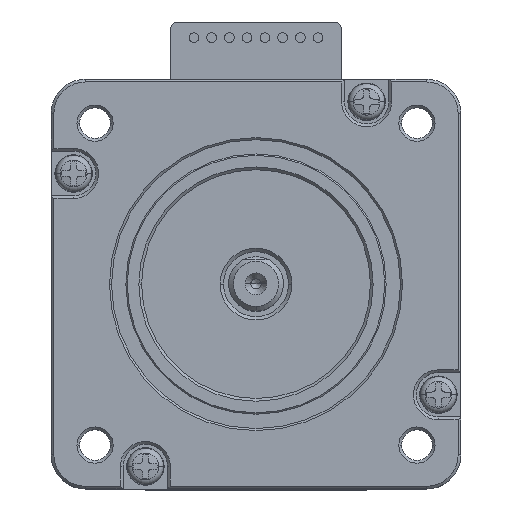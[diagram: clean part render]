
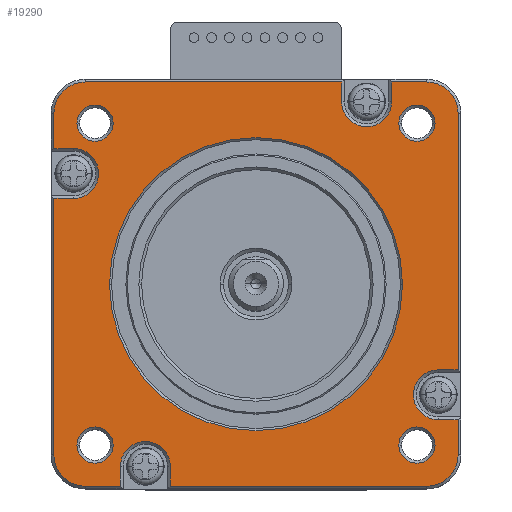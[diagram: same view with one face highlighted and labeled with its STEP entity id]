
A CAD part, top view. The second image highlights one B-rep face of the part: STEP entity #19290.
In plain terms, the highlighted planar face has unit normal (0, 0, 1).
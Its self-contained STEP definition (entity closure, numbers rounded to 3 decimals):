
#12540=CARTESIAN_POINT('',(26.7,-19.85,0.));
#12550=VERTEX_POINT('',#12540);
#12580=CARTESIAN_POINT('',(26.7,-16.2,0.));
#12590=DIRECTION('',(-0.,-0.,-1.));
#12600=DIRECTION('',(1.,0.,0.));
#12610=AXIS2_PLACEMENT_3D('',#12580,#12590,#12600);
#12620=CIRCLE('',#12610,3.65);
#12630=CARTESIAN_POINT('',(26.7,-12.55,0.));
#12640=VERTEX_POINT('',#12630);
#12650=EDGE_CURVE('',#12550,#12640,#12620,.T.);
#12930=CARTESIAN_POINT('',(29.6,-19.85,0.));
#12940=VERTEX_POINT('',#12930);
#12970=CARTESIAN_POINT('',(0.,-19.85,0.));
#12980=DIRECTION('',(1.,0.,-0.));
#12990=VECTOR('',#12980,1.);
#13000=LINE('',#12970,#12990);
#13010=EDGE_CURVE('',#12550,#12940,#13000,.T.);
#15310=CARTESIAN_POINT('',(29.6,-12.55,0.));
#15320=VERTEX_POINT('',#15310);
#15350=CARTESIAN_POINT('',(29.6,0.,0.));
#15360=DIRECTION('',(0.,1.,-0.));
#15370=VECTOR('',#15360,1.);
#15380=LINE('',#15350,#15370);
#15390=CARTESIAN_POINT('',(29.6,25.,
0.));
#15400=VERTEX_POINT('',#15390);
#15410=EDGE_CURVE('',#15320,#15400,#15380,.T.);
#15690=CARTESIAN_POINT('',(29.6,-25.,0.));
#15700=VERTEX_POINT('',#15690);
#15730=CARTESIAN_POINT('',(29.6,0.,0.));
#15740=DIRECTION('',(0.,1.,-0.));
#15750=VECTOR('',#15740,1.);
#15760=LINE('',#15730,#15750);
#15770=EDGE_CURVE('',#15700,#12940,#15760,.T.);
#16680=CARTESIAN_POINT('',(0.,-12.55,0.));
#16690=DIRECTION('',(-1.,0.,0.));
#16700=VECTOR('',#16690,1.);
#16710=LINE('',#16680,#16700);
#16720=EDGE_CURVE('',#15320,#12640,#16710,.T.);
#16850=CARTESIAN_POINT('',(-29.6,-29.6,0.));
#16860=DIRECTION('',(0.,0.,1.));
#16870=DIRECTION('',(1.,0.,-0.));
#16880=AXIS2_PLACEMENT_3D('',#16850,#16860,#16870);
#16890=PLANE('',#16880);
#16900=CARTESIAN_POINT('',(12.55,0.,0.));
#16910=DIRECTION('',(0.,-1.,-0.));
#16920=VECTOR('',#16910,1.);
#16930=LINE('',#16900,#16920);
#16940=CARTESIAN_POINT('',(12.55,29.6,0.));
#16950=VERTEX_POINT('',#16940);
#16960=CARTESIAN_POINT('',(12.55,26.7,0.));
#16970=VERTEX_POINT('',#16960);
#16980=EDGE_CURVE('',#16950,#16970,#16930,.T.);
#16990=ORIENTED_EDGE('',*,*,#16980,.F.);
#17000=CARTESIAN_POINT('',(16.2,26.7,0.));
#17010=DIRECTION('',(-0.,-0.,-1.));
#17020=DIRECTION('',(1.,0.,0.));
#17030=AXIS2_PLACEMENT_3D('',#17000,#17010,#17020);
#17040=CIRCLE('',#17030,3.65);
#17050=CARTESIAN_POINT('',(19.85,26.7,0.));
#17060=VERTEX_POINT('',#17050);
#17070=EDGE_CURVE('',#17060,#16970,#17040,.T.);
#17080=ORIENTED_EDGE('',*,*,#17070,.T.);
#17090=CARTESIAN_POINT('',(19.85,0.,-0.));
#17100=DIRECTION('',(0.,1.,-0.));
#17110=VECTOR('',#17100,1.);
#17120=LINE('',#17090,#17110);
#17130=CARTESIAN_POINT('',(19.85,29.6,0.));
#17140=VERTEX_POINT('',#17130);
#17150=EDGE_CURVE('',#17060,#17140,#17120,.T.);
#17160=ORIENTED_EDGE('',*,*,#17150,.F.);
#17170=CARTESIAN_POINT('',(0.,29.6,0.));
#17180=DIRECTION('',(-1.,-0.,-0.));
#17190=VECTOR('',#17180,1.);
#17200=LINE('',#17170,#17190);
#17210=CARTESIAN_POINT('',(25.,29.6,0.));
#17220=VERTEX_POINT('',#17210);
#17230=EDGE_CURVE('',#17220,#17140,#17200,.T.);
#17240=ORIENTED_EDGE('',*,*,#17230,.T.);
#17250=CARTESIAN_POINT('',(25.,25.,0.));
#17260=DIRECTION('',(-0.,-0.,1.));
#17270=DIRECTION('',(-1.,0.,-0.));
#17280=AXIS2_PLACEMENT_3D('',#17250,#17260,#17270);
#17290=CIRCLE('',#17280,4.6);
#17300=EDGE_CURVE('',#15400,#17220,#17290,.T.);
#17310=ORIENTED_EDGE('',*,*,#17300,.T.);
#17320=ORIENTED_EDGE('',*,*,#15410,.T.);
#17330=ORIENTED_EDGE('',*,*,#16720,.F.);
#17340=ORIENTED_EDGE('',*,*,#12650,.T.);
#17350=ORIENTED_EDGE('',*,*,#13010,.F.);
#17360=ORIENTED_EDGE('',*,*,#15770,.T.);
#17370=CARTESIAN_POINT('',(25.,-25.,0.));
#17380=DIRECTION('',(-0.,-0.,1.));
#17390=DIRECTION('',(-1.,0.,-0.));
#17400=AXIS2_PLACEMENT_3D('',#17370,#17380,#17390);
#17410=CIRCLE('',#17400,4.6);
#17420=CARTESIAN_POINT('',(25.,-29.6,0.));
#17430=VERTEX_POINT('',#17420);
#17440=EDGE_CURVE('',#17430,#15700,#17410,.T.);
#17450=ORIENTED_EDGE('',*,*,#17440,.T.);
#17460=CARTESIAN_POINT('',(0.,-29.6,0.));
#17470=DIRECTION('',(1.,-0.,-0.));
#17480=VECTOR('',#17470,1.);
#17490=LINE('',#17460,#17480);
#17500=CARTESIAN_POINT('',(-12.55,-29.6,0.));
#17510=VERTEX_POINT('',#17500);
#17520=EDGE_CURVE('',#17510,#17430,#17490,.T.);
#17530=ORIENTED_EDGE('',*,*,#17520,.T.);
#17540=CARTESIAN_POINT('',(-12.55,0.,0.));
#17550=DIRECTION('',(0.,1.,-0.));
#17560=VECTOR('',#17550,1.);
#17570=LINE('',#17540,#17560);
#17580=CARTESIAN_POINT('',(-12.55,-26.7,
0.));
#17590=VERTEX_POINT('',#17580);
#17600=EDGE_CURVE('',#17510,#17590,#17570,.T.);
#17610=ORIENTED_EDGE('',*,*,#17600,.F.);
#17620=CARTESIAN_POINT('',(-16.2,-26.7,0.));
#17630=DIRECTION('',(-0.,-0.,-1.));
#17640=DIRECTION('',(1.,0.,0.));
#17650=AXIS2_PLACEMENT_3D('',#17620,#17630,#17640);
#17660=CIRCLE('',#17650,3.65);
#17670=CARTESIAN_POINT('',(-19.85,-26.7,0.));
#17680=VERTEX_POINT('',#17670);
#17690=EDGE_CURVE('',#17680,#17590,#17660,.T.);
#17700=ORIENTED_EDGE('',*,*,#17690,.T.);
#17710=CARTESIAN_POINT('',(-19.85,0.,0.));
#17720=DIRECTION('',(0.,-1.,-0.));
#17730=VECTOR('',#17720,1.);
#17740=LINE('',#17710,#17730);
#17750=CARTESIAN_POINT('',(-19.85,-29.6,0.));
#17760=VERTEX_POINT('',#17750);
#17770=EDGE_CURVE('',#17680,#17760,#17740,.T.);
#17780=ORIENTED_EDGE('',*,*,#17770,.F.);
#17790=CARTESIAN_POINT('',(0.,-29.6,0.));
#17800=DIRECTION('',(1.,-0.,-0.));
#17810=VECTOR('',#17800,1.);
#17820=LINE('',#17790,#17810);
#17830=CARTESIAN_POINT('',(-25.,-29.6,0.));
#17840=VERTEX_POINT('',#17830);
#17850=EDGE_CURVE('',#17840,#17760,#17820,.T.);
#17860=ORIENTED_EDGE('',*,*,#17850,.T.);
#17870=CARTESIAN_POINT('',(-25.,-25.,0.));
#17880=DIRECTION('',(-0.,-0.,1.));
#17890=DIRECTION('',(-1.,0.,-0.));
#17900=AXIS2_PLACEMENT_3D('',#17870,#17880,#17890);
#17910=CIRCLE('',#17900,4.6);
#17920=CARTESIAN_POINT('',(-29.6,-25.,0.));
#17930=VERTEX_POINT('',#17920);
#17940=EDGE_CURVE('',#17930,#17840,#17910,.T.);
#17950=ORIENTED_EDGE('',*,*,#17940,.T.);
#17960=CARTESIAN_POINT('',(-29.6,0.,0.));
#17970=DIRECTION('',(0.,-1.,-0.));
#17980=VECTOR('',#17970,1.);
#17990=LINE('',#17960,#17980);
#18000=CARTESIAN_POINT('',(-29.6,12.55,0.));
#18010=VERTEX_POINT('',#18000);
#18020=EDGE_CURVE('',#18010,#17930,#17990,.T.);
#18030=ORIENTED_EDGE('',*,*,#18020,.T.);
#18040=CARTESIAN_POINT('',(0.,12.55,-0.));
#18050=DIRECTION('',(1.,-0.,-0.));
#18060=VECTOR('',#18050,1.);
#18070=LINE('',#18040,#18060);
#18080=CARTESIAN_POINT('',(-26.7,12.55,0.))
;
#18090=VERTEX_POINT('',#18080);
#18100=EDGE_CURVE('',#18010,#18090,#18070,.T.);
#18110=ORIENTED_EDGE('',*,*,#18100,.F.);
#18120=CARTESIAN_POINT('',(-26.7,16.2,0.));
#18130=DIRECTION('',(-0.,-0.,-1.));
#18140=DIRECTION('',(1.,0.,0.));
#18150=AXIS2_PLACEMENT_3D('',#18120,#18130,#18140);
#18160=CIRCLE('',#18150,3.65);
#18170=CARTESIAN_POINT('',(-26.7,19.85,0.));
#18180=VERTEX_POINT('',#18170);
#18190=EDGE_CURVE('',#18180,#18090,#18160,.T.);
#18200=ORIENTED_EDGE('',*,*,#18190,.T.);
#18210=CARTESIAN_POINT('',(0.,19.85,0.));
#18220=DIRECTION('',(-1.,-0.,-0.));
#18230=VECTOR('',#18220,1.);
#18240=LINE('',#18210,#18230);
#18250=CARTESIAN_POINT('',(-29.6,19.85,0.));
#18260=VERTEX_POINT('',#18250);
#18270=EDGE_CURVE('',#18180,#18260,#18240,.T.);
#18280=ORIENTED_EDGE('',*,*,#18270,.F.);
#18290=CARTESIAN_POINT('',(-29.6,0.,0.));
#18300=DIRECTION('',(0.,-1.,-0.));
#18310=VECTOR('',#18300,1.);
#18320=LINE('',#18290,#18310);
#18330=CARTESIAN_POINT('',(-29.6,25.,0.));
#18340=VERTEX_POINT('',#18330);
#18350=EDGE_CURVE('',#18340,#18260,#18320,.T.);
#18360=ORIENTED_EDGE('',*,*,#18350,.T.);
#18370=CARTESIAN_POINT('',(-25.,25.,0.));
#18380=DIRECTION('',(-0.,-0.,1.));
#18390=DIRECTION('',(-1.,0.,-0.));
#18400=AXIS2_PLACEMENT_3D('',#18370,#18380,#18390);
#18410=CIRCLE('',#18400,4.6);
#18420=CARTESIAN_POINT('',(-25.,29.6,0.));
#18430=VERTEX_POINT('',#18420);
#18440=EDGE_CURVE('',#18430,#18340,#18410,.T.);
#18450=ORIENTED_EDGE('',*,*,#18440,.T.);
#18460=CARTESIAN_POINT('',(0.,29.6,0.));
#18470=DIRECTION('',(-1.,-0.,-0.));
#18480=VECTOR('',#18470,1.);
#18490=LINE('',#18460,#18480);
#18500=EDGE_CURVE('',#16950,#18430,#18490,.T.);
#18510=ORIENTED_EDGE('',*,*,#18500,.T.);
#18520=EDGE_LOOP('',(#18510,#18450,#18360,#18280,#18200,#18110,#18030,
#17950,#17860,#17780,#17700,#17610,#17530,#17450,#17360,#17350,#17340,
#17330,#17320,#17310,#17240,#17160,#17080,#16990));
#18530=FACE_OUTER_BOUND('',#18520,.T.);
#18540=CARTESIAN_POINT('',(0.,0.,
0.));
#18550=DIRECTION('',(-0.,-0.,-1.));
#18560=DIRECTION('',(1.,0.,0.));
#18570=AXIS2_PLACEMENT_3D('',#18540,#18550,#18560);
#18580=CIRCLE('',#18570,21.45);
#18590=CARTESIAN_POINT('',(-21.45,0.,0.));
#18600=VERTEX_POINT('',#18590);
#18610=CARTESIAN_POINT('',(21.45,0.,
0.));
#18620=VERTEX_POINT('',#18610);
#18630=EDGE_CURVE('',#18600,#18620,#18580,.T.);
#18640=ORIENTED_EDGE('',*,*,#18630,.T.);
#18650=EDGE_CURVE('',#18620,#18600,#18580,.T.);
#18660=ORIENTED_EDGE('',*,*,#18650,.T.);
#18670=EDGE_LOOP('',(#18660,#18640));
#18680=FACE_BOUND('',#18670,.T.);
#18690=CARTESIAN_POINT('',(-23.57,-23.57,0.));
#18700=DIRECTION('',(-0.,-0.,-1.));
#18710=DIRECTION('',(1.,0.,0.));
#18720=AXIS2_PLACEMENT_3D('',#18690,#18700,#18710);
#18730=CIRCLE('',#18720,2.65);
#18740=CARTESIAN_POINT('',(-20.92,-23.57,0.));
#18750=VERTEX_POINT('',#18740);
#18760=CARTESIAN_POINT('',(-26.22,-23.57,0.));
#18770=VERTEX_POINT('',#18760);
#18780=EDGE_CURVE('',#18750,#18770,#18730,.T.);
#18790=ORIENTED_EDGE('',*,*,#18780,.T.);
#18800=EDGE_CURVE('',#18770,#18750,#18730,.T.);
#18810=ORIENTED_EDGE('',*,*,#18800,.T.);
#18820=EDGE_LOOP('',(#18810,#18790));
#18830=FACE_BOUND('',#18820,.T.);
#18840=CARTESIAN_POINT('',(23.57,-23.57,0.));
#18850=DIRECTION('',(-0.,-0.,-1.));
#18860=DIRECTION('',(1.,0.,0.));
#18870=AXIS2_PLACEMENT_3D('',#18840,#18850,#18860);
#18880=CIRCLE('',#18870,2.65);
#18890=CARTESIAN_POINT('',(26.22,-23.57,0.));
#18900=VERTEX_POINT('',#18890);
#18910=CARTESIAN_POINT('',(20.92,-23.57,0.));
#18920=VERTEX_POINT('',#18910);
#18930=EDGE_CURVE('',#18900,#18920,#18880,.T.);
#18940=ORIENTED_EDGE('',*,*,#18930,.T.);
#18950=EDGE_CURVE('',#18920,#18900,#18880,.T.);
#18960=ORIENTED_EDGE('',*,*,#18950,.T.);
#18970=EDGE_LOOP('',(#18960,#18940));
#18980=FACE_BOUND('',#18970,.T.);
#18990=CARTESIAN_POINT('',(23.57,23.57,0.));
#19000=DIRECTION('',(-0.,-0.,-1.));
#19010=DIRECTION('',(1.,0.,0.));
#19020=AXIS2_PLACEMENT_3D('',#18990,#19000,#19010);
#19030=CIRCLE('',#19020,2.65);
#19040=CARTESIAN_POINT('',(20.92,23.57,0.));
#19050=VERTEX_POINT('',#19040);
#19060=CARTESIAN_POINT('',(26.22,23.57,0.));
#19070=VERTEX_POINT('',#19060);
#19080=EDGE_CURVE('',#19050,#19070,#19030,.T.);
#19090=ORIENTED_EDGE('',*,*,#19080,.T.);
#19100=EDGE_CURVE('',#19070,#19050,#19030,.T.);
#19110=ORIENTED_EDGE('',*,*,#19100,.T.);
#19120=EDGE_LOOP('',(#19110,#19090));
#19130=FACE_BOUND('',#19120,.T.);
#19140=CARTESIAN_POINT('',(-23.57,23.57,0.));
#19150=DIRECTION('',(-0.,-0.,-1.));
#19160=DIRECTION('',(1.,0.,0.));
#19170=AXIS2_PLACEMENT_3D('',#19140,#19150,#19160);
#19180=CIRCLE('',#19170,2.65);
#19190=CARTESIAN_POINT('',(-20.92,23.57,0.));
#19200=VERTEX_POINT('',#19190);
#19210=CARTESIAN_POINT('',(-26.22,23.57,0.));
#19220=VERTEX_POINT('',#19210);
#19230=EDGE_CURVE('',#19200,#19220,#19180,.T.);
#19240=ORIENTED_EDGE('',*,*,#19230,.T.);
#19250=EDGE_CURVE('',#19220,#19200,#19180,.T.);
#19260=ORIENTED_EDGE('',*,*,#19250,.T.);
#19270=EDGE_LOOP('',(#19260,#19240));
#19280=FACE_BOUND('',#19270,.T.);
#19290=ADVANCED_FACE('',(#18530,#18680,#18830,#18980,#19130,#19280),
#16890,.T.);
